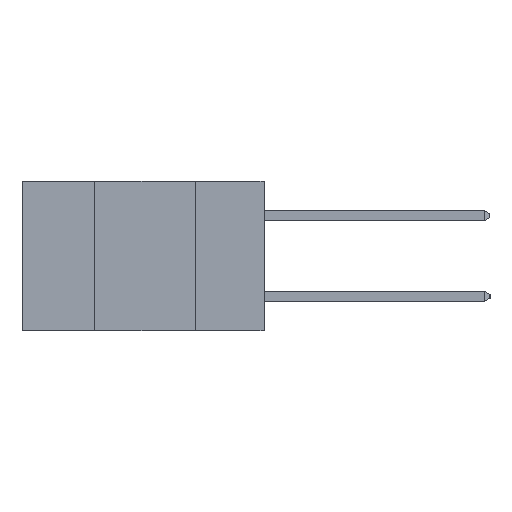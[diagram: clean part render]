
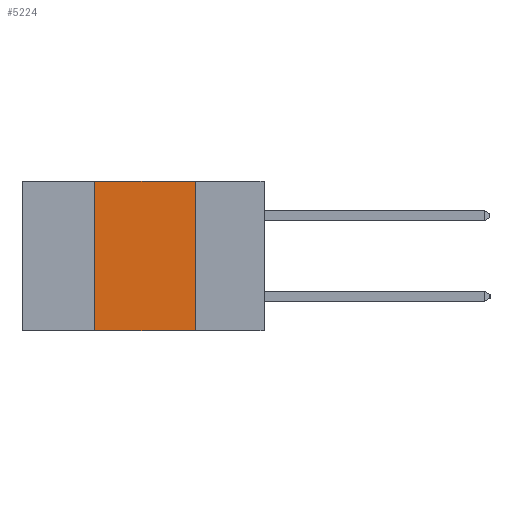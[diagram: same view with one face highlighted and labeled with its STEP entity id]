
A CAD part, left-side view. The second image highlights one B-rep face of the part: STEP entity #5224.
In plain terms, the highlighted planar face has unit normal (-1, 0, 0).
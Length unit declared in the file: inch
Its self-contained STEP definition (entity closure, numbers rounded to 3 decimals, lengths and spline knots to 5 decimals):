
#289 = CARTESIAN_POINT ( 'NONE',  ( 0., 0.17, 0. ) ) ;
#579 = VECTOR ( 'NONE', #10341, 39.37008 ) ;
#1007 = VERTEX_POINT ( 'NONE', #289 ) ;
#1540 = CARTESIAN_POINT ( 'NONE',  ( 0., 0.6, -0.37 ) ) ;
#2252 = CARTESIAN_POINT ( 'NONE',  ( 0., 0.17, -0.37 ) ) ;
#2392 = CARTESIAN_POINT ( 'NONE',  ( 0., 0.42, 0. ) ) ;
#2659 = DIRECTION ( 'NONE',  ( 0., 0., -1. ) ) ;
#2662 = DIRECTION ( 'NONE',  ( 1., 0., 0. ) ) ;
#2728 = CARTESIAN_POINT ( 'NONE',  ( 0., 0.6, 0. ) ) ;
#2772 = PLANE ( 'NONE',  #8640 ) ;
#2902 = VECTOR ( 'NONE', #8186, 39.37008 ) ;
#3308 = ORIENTED_EDGE ( 'NONE', *, *, #11321, .F. ) ;
#3555 = LINE ( 'NONE', #4875, #579 ) ;
#4875 = CARTESIAN_POINT ( 'NONE',  ( 0., 0.42, -0.37 ) ) ;
#5224 = ADVANCED_FACE ( 'NONE', ( #6936 ), #2772, .F. ) ;
#5521 = LINE ( 'NONE', #8282, #5626 ) ;
#5626 = VECTOR ( 'NONE', #6053, 39.37008 ) ;
#5647 = VERTEX_POINT ( 'NONE', #6165 ) ;
#6053 = DIRECTION ( 'NONE',  ( 0., -1., 0. ) ) ;
#6165 = CARTESIAN_POINT ( 'NONE',  ( 0., 0.42, -0.37 ) ) ;
#6879 = ORIENTED_EDGE ( 'NONE', *, *, #10609, .F. ) ;
#6936 = FACE_OUTER_BOUND ( 'NONE', #8531, .T. ) ;
#7161 = VECTOR ( 'NONE', #13721, 39.37008 ) ;
#8186 = DIRECTION ( 'NONE',  ( 0., -1., 0. ) ) ;
#8282 = CARTESIAN_POINT ( 'NONE',  ( 0., 0.6, 0. ) ) ;
#8418 = LINE ( 'NONE', #1540, #2902 ) ;
#8424 = VERTEX_POINT ( 'NONE', #2252 ) ;
#8531 = EDGE_LOOP ( 'NONE', ( #3308, #6879, #11156, #12262 ) ) ;
#8553 = CARTESIAN_POINT ( 'NONE',  ( 0., 0.17, -0.37 ) ) ;
#8640 = AXIS2_PLACEMENT_3D ( 'NONE', #2728, #2662, #2659 ) ;
#9171 = EDGE_CURVE ( 'NONE', #5647, #8424, #8418, .T. ) ;
#9888 = EDGE_CURVE ( 'NONE', #5647, #12450, #3555, .T. ) ;
#10029 = LINE ( 'NONE', #8553, #7161 ) ;
#10341 = DIRECTION ( 'NONE',  ( 0., 0., 1. ) ) ;
#10609 = EDGE_CURVE ( 'NONE', #12450, #1007, #5521, .T. ) ;
#11156 = ORIENTED_EDGE ( 'NONE', *, *, #9888, .F. ) ;
#11321 = EDGE_CURVE ( 'NONE', #1007, #8424, #10029, .T. ) ;
#12262 = ORIENTED_EDGE ( 'NONE', *, *, #9171, .T. ) ;
#12450 = VERTEX_POINT ( 'NONE', #2392 ) ;
#13721 = DIRECTION ( 'NONE',  ( 0., 0., -1. ) ) ;
